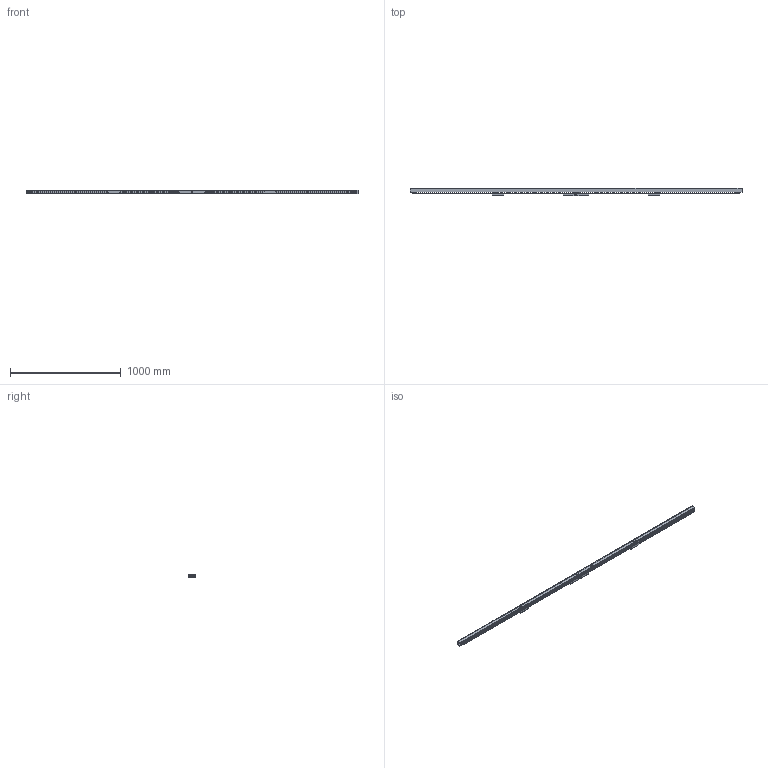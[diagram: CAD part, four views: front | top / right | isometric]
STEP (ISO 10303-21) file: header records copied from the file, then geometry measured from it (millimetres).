
FILE_DESCRIPTION (( 'STEP AP203' ), '1' );
FILE_NAME ('ITK DATAROW Ìåõàíèçì ðàçäâ. ñ äîâ. ñèíõð..STEP', '2024-12-11T10:48:19', ( '' ), ( '' ), 'SwSTEP 2.0', 'SolidWorks 2022', '' );
FILE_SCHEMA (( 'CONFIG_CONTROL_DESIGN' ));
Length unit declared in the file: millimetre
Products named in the file (1): ITK DATAROW Механизм раздв. с дов. синхр.
Bounding box: 3000 x 64 x 34 mm (x, y, z)
Surface area: 827784.3 mm2 (no closed solid volume)
Topology: 0 solids, 40 shells, 268 faces, 880 edges, 642 vertices
Faces by surface type: plane 126, cylinder 100, torus 32, cone 8, bspline 2
Entity records: 9910 total; most frequent: CARTESIAN_POINT 1833, DIRECTION 1818, ORIENTED_EDGE 1374, EDGE_CURVE 880, AXIS2_PLACEMENT_3D 675, VERTEX_POINT 642, LINE 468, VECTOR 468
